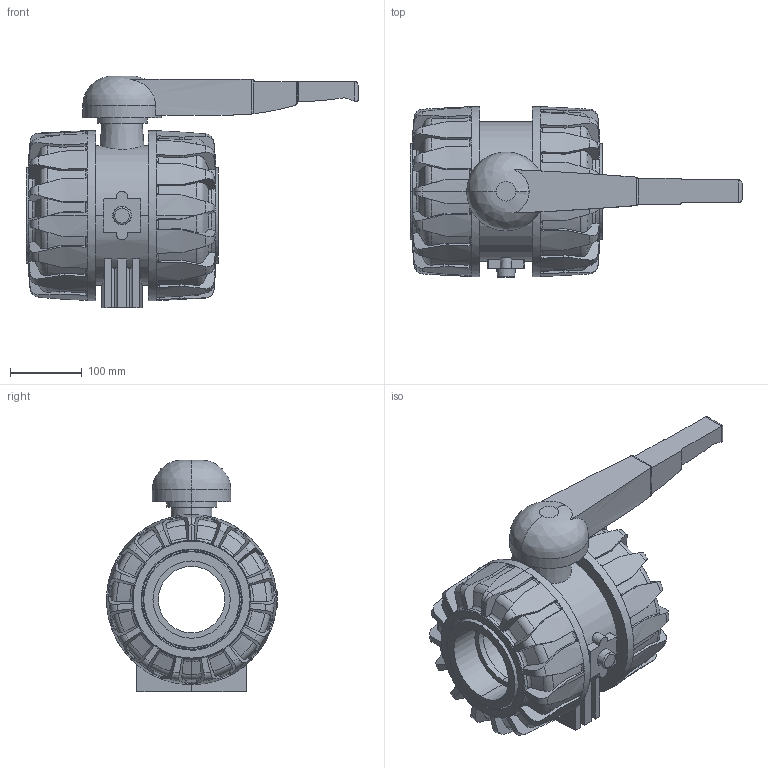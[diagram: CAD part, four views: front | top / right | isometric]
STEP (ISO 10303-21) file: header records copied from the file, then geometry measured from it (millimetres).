
FILE_DESCRIPTION(('STEP AP214'),'1');
FILE_NAME('vkdim110f.stp','2017-12-01T08:36:10',('TraceParts'),('TraceParts S.A.'),'Spatial InterOp 3D',' ',' ');
FILE_SCHEMA(('automotive_design'));
Length unit declared in the file: millimetre
Products named in the file (6): vkdim110f_1; vkdim110f_2; vkdim110f_3; vkdim110f_4; vkdim110f_5; vkdim110f_6
Bounding box: 464.3 x 238.88 x 324 mm (x, y, z)
Volume: 8775826.2 mm3; surface area: 833036.4 mm2
Topology: 6 solids, 6 shells, 783 faces, 2135 edges, 1374 vertices
Faces by surface type: plane 237, cylinder 214, cone 176, torus 146, bspline 10
Entity records: 37289 total; most frequent: CARTESIAN_POINT 12192, ORIENTED_EDGE 4270, DIRECTION 3591, EDGE_CURVE 2135, AXIS2_PLACEMENT_3D 1540, VERTEX_POINT 1374, B_SPLINE_CURVE_WITH_KNOTS 829, EDGE_LOOP 803
